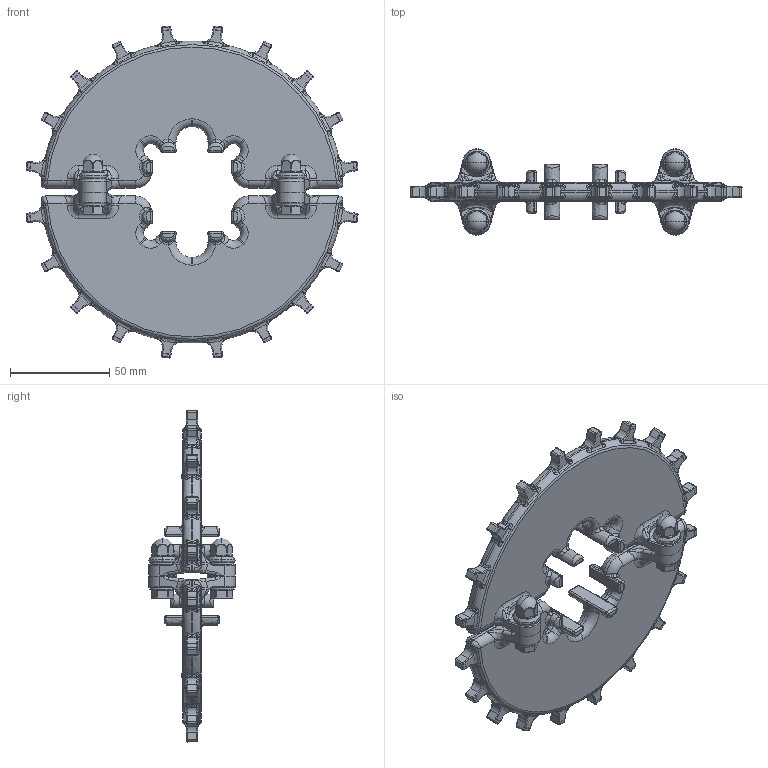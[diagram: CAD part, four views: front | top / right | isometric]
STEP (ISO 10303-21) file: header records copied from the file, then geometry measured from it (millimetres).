
FILE_DESCRIPTION((''),'2;1');
FILE_NAME('UNI_2P-HYG_SNB-M2_Z20_T2_40_ASM','2019-02-12T08:54:20',('MTH'),(''),'CREO PARAMETRIC BY PTC INC, 2018420','CREO PARAMETRIC BY PTC INC, 2018420','');
FILE_SCHEMA(('AUTOMOTIVE_DESIGN { 1 0 10303 214 1 1 1 1 }'));
Products named in the file (5): T0531; WASHER; DIN931_M6_A4; DOME_ISO1587_M6; UNI_2P-HYG_SNB-M2_Z20_T2_40_ASM
Assembly tree (18 placements, depth 2):
  UNI_2P-HYG_SNB-M2_Z20_T2_40_ASM
    T0531  x2
    WASHER  x8
    DIN931_M6_A4  x4
    DOME_ISO1587_M6  x4
Bounding box: 167.47 x 43.55 x 167.47 mm (x, y, z)
Volume: 172512.6 mm3; surface area: 57248.8 mm2
Topology: 18 solids, 22 shells, 2696 faces, 6496 edges, 3834 vertices
Faces by surface type: bspline 1096, cylinder 802, plane 350, torus 340, cone 96, sphere 12
Entity records: 80824 total; most frequent: CARTESIAN_POINT 53949, ORIENTED_EDGE 5556, DIRECTION 4658, EDGE_CURVE 2780, AXIS2_PLACEMENT_3D 1998, VERTEX_POINT 1597, EDGE_LOOP 1217, FACE_OUTER_BOUND 1199
